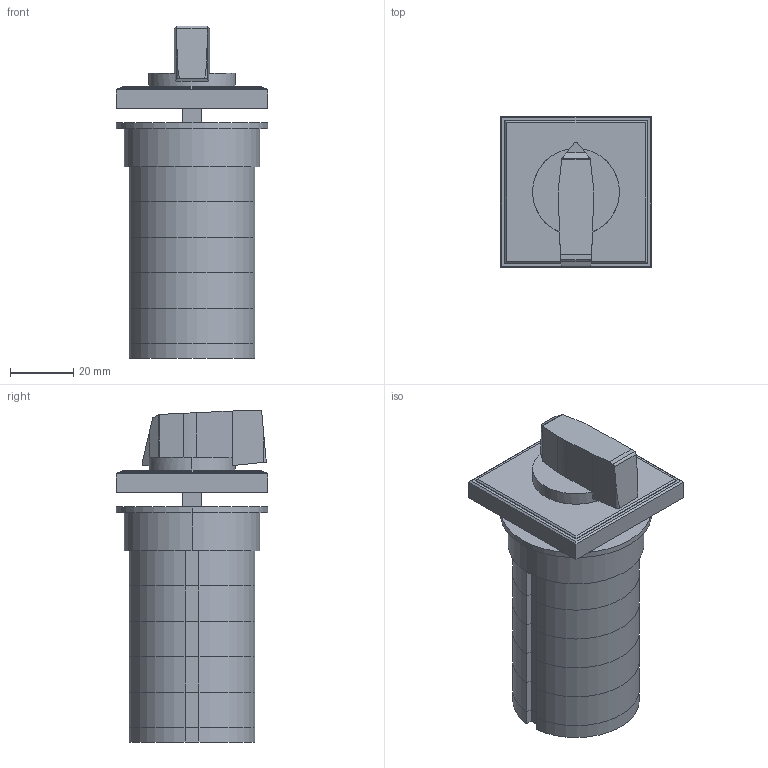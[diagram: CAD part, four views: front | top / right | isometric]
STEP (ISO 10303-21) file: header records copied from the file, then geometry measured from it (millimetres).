
FILE_DESCRIPTION((''),'2;1');
FILE_NAME('3d_7GN2097U.stp','2012-10-02T14:25:41',(''),(''),'Mechanical Desktop 2011','Mechanical Desktop 2011',', , ');
FILE_SCHEMA(('CONFIG_CONTROL_DESIGN'));
Length unit declared in the file: millimetre
Products named in the file (1): Product
Bounding box: 48 x 48 x 105.1 mm (x, y, z)
Volume: 120268 mm3; surface area: 44639 mm2
Topology: 12 solids, 12 shells, 136 faces, 322 edges, 210 vertices
Faces by surface type: plane 86, cylinder 29, bspline 21
Entity records: 3955 total; most frequent: CARTESIAN_POINT 732, ORIENTED_EDGE 644, DIRECTION 622, EDGE_CURVE 322, VECTOR 254, LINE 254, VERTEX_POINT 210, AXIS2_PLACEMENT_3D 184
